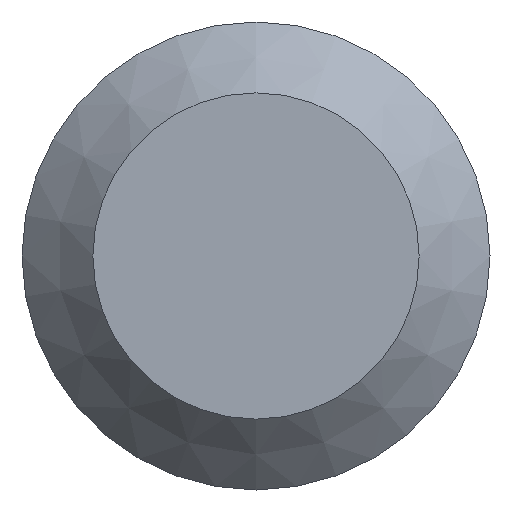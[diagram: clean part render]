
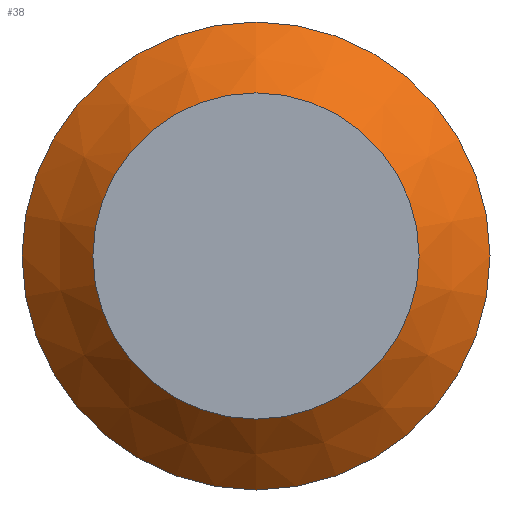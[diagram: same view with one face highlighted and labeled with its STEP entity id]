
A CAD part, left-side view. The second image highlights one B-rep face of the part: STEP entity #38.
In plain terms, the highlighted conical face has half-angle 45 degrees and reference radius 12.2 mm.
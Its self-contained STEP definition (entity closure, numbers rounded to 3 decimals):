
#38 = ADVANCED_FACE( '', ( #78, #79 ), #80, .T. );
#78 = FACE_OUTER_BOUND( '', #123, .T. );
#79 = FACE_BOUND( '', #124, .T. );
#80 = CONICAL_SURFACE( '', #125, 12.2, 0.785 );
#123 = EDGE_LOOP( '', ( #166 ) );
#124 = EDGE_LOOP( '', ( #167 ) );
#125 = AXIS2_PLACEMENT_3D( '', #168, #169, #170 );
#166 = ORIENTED_EDGE( '', *, *, #218, .F. );
#167 = ORIENTED_EDGE( '', *, *, #216, .T. );
#168 = CARTESIAN_POINT( '', ( 0., 0., 0. ) );
#169 = DIRECTION( '', ( 1., 0., 0. ) );
#170 = DIRECTION( '', ( 0., 0., -1. ) );
#216 = EDGE_CURVE( '', #237, #237, #238, .T. );
#218 = EDGE_CURVE( '', #240, #240, #241, .T. );
#237 = VERTEX_POINT( '', #265 );
#238 = CIRCLE( '', #266, 12.2 );
#240 = VERTEX_POINT( '', #268 );
#241 = CIRCLE( '', #269, 17.5 );
#265 = CARTESIAN_POINT( '', ( 0., 0., -12.2 ) );
#266 = AXIS2_PLACEMENT_3D( '', #293, #294, #295 );
#268 = CARTESIAN_POINT( '', ( 5.3, 0., -17.5 ) );
#269 = AXIS2_PLACEMENT_3D( '', #296, #297, #298 );
#293 = CARTESIAN_POINT( '', ( 0., 0., 0. ) );
#294 = DIRECTION( '', ( 1., 0., 0. ) );
#295 = DIRECTION( '', ( 0., 0., -1. ) );
#296 = CARTESIAN_POINT( '', ( 5.3, 0., 0. ) );
#297 = DIRECTION( '', ( 1., 0., 0. ) );
#298 = DIRECTION( '', ( 0., 0., -1. ) );
